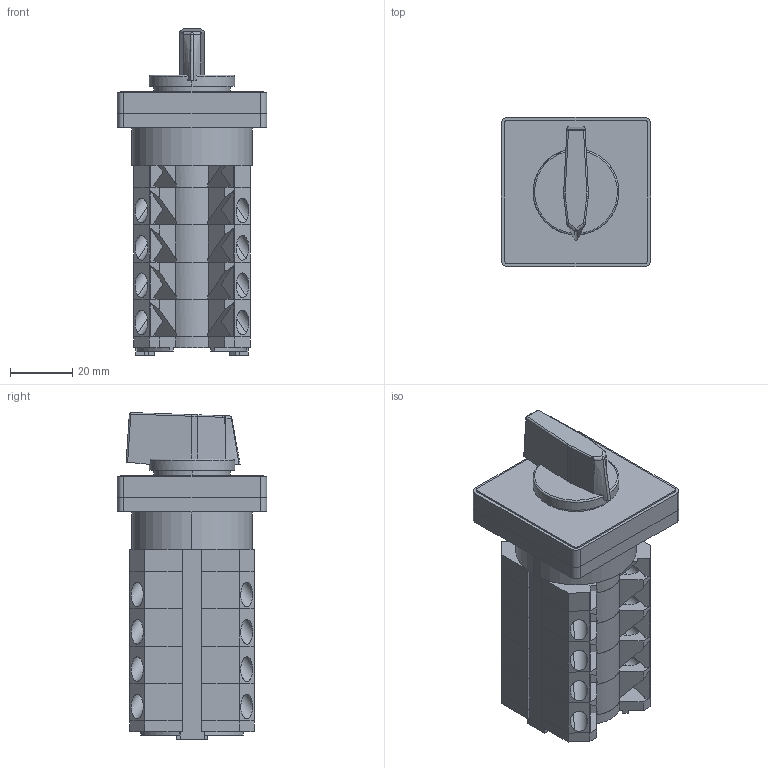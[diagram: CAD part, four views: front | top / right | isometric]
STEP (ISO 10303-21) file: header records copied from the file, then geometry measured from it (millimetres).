
FILE_DESCRIPTION (( 'STEP AP214' ), '1' );
FILE_NAME ('Ñáîðêà 5 êîíòàêòíûõ ðÿäîâ.STEP', '2022-06-18T12:16:59', ( '' ), ( '' ), 'SwSTEP 2.0', 'SolidWorks 2022', '' );
FILE_SCHEMA (( 'AUTOMOTIVE_DESIGN' ));
Length unit declared in the file: millimetre
Products named in the file (11): Бобышка для экрана; Сборка 5 контактных рядов; Проставка контактов; Ось; Рычаг; Экран; Вверх рубильника; Проставка экрана; Направляющая 5; контактный вверх; контактный низ
Assembly tree (14 placements, depth 3):
  Сборка 5 контактных рядов
    Вверх рубильника
      Бобышка для экрана
      Экран
      Проставка экрана
      Ось
      Рычаг
      контактный вверх
    контактный низ
    Проставка контактов  x4
    Направляющая 5  x2
Bounding box: 48 x 48 x 105.05 mm (x, y, z)
Volume: 105756.4 mm3; surface area: 56527.6 mm2
Topology: 14 solids, 14 shells, 583 faces, 1618 edges, 1070 vertices
Faces by surface type: plane 371, cylinder 122, bspline 90
Entity records: 16597 total; most frequent: CARTESIAN_POINT 7200, ORIENTED_EDGE 2022, DIRECTION 1585, EDGE_CURVE 1011, VERTEX_POINT 666, LINE 655, VECTOR 655, AXIS2_PLACEMENT_3D 465
